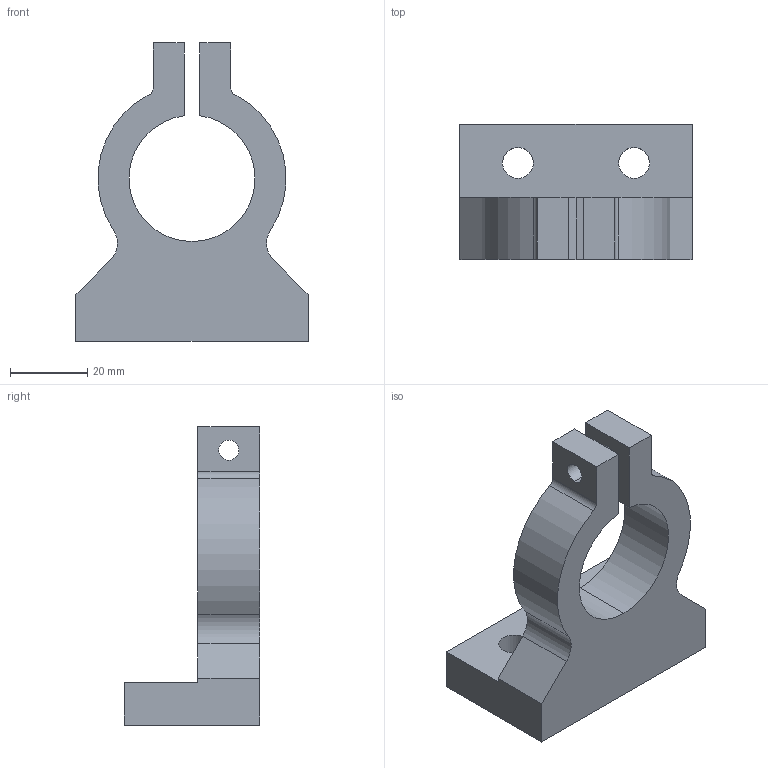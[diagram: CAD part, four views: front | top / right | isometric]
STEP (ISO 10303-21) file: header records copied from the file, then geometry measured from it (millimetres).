
FILE_DESCRIPTION (( 'STEP AP214' ), '1' );
FILE_NAME ('Torch mount.STEP', '2016-03-10T10:53:23', ( '' ), ( '' ), 'SwSTEP 2.0', 'SolidWorks 2016', '' );
FILE_SCHEMA (( 'AUTOMOTIVE_DESIGN' ));
Length unit declared in the file: millimetre
Products named in the file (1): Torch mount
Bounding box: 59.93 x 35 x 77.03 mm (x, y, z)
Volume: 48410.4 mm3; surface area: 14269.7 mm2
Topology: 1 solids, 1 shells, 34 faces, 93 edges, 62 vertices
Faces by surface type: cylinder 18, plane 16
Entity records: 1143 total; most frequent: DIRECTION 199, CARTESIAN_POINT 190, ORIENTED_EDGE 186, EDGE_CURVE 93, AXIS2_PLACEMENT_3D 71, VERTEX_POINT 62, VECTOR 57, LINE 57
